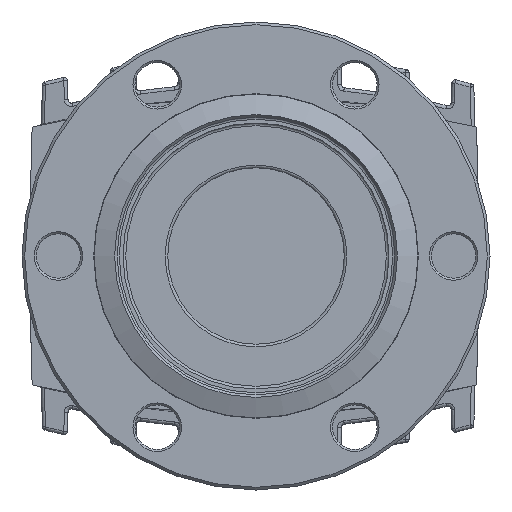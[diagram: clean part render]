
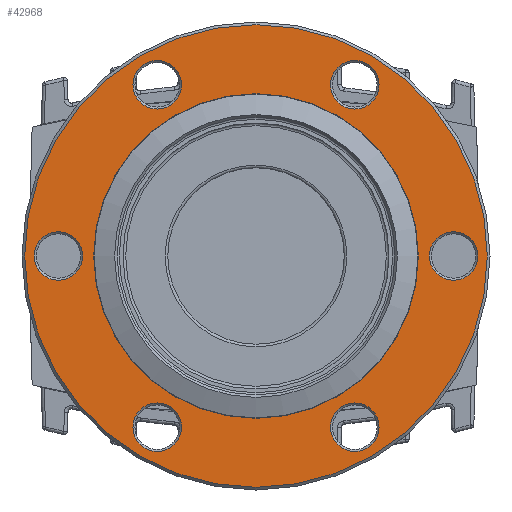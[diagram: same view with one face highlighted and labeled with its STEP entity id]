
A CAD part, front view. The second image highlights one B-rep face of the part: STEP entity #42968.
In plain terms, the highlighted planar face has unit normal (0, -1, 0).
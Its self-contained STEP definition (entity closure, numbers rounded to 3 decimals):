
#1423=FACE_BOUND('',#7518,.T.);
#1424=FACE_BOUND('',#7519,.T.);
#1425=FACE_BOUND('',#7520,.T.);
#1426=FACE_BOUND('',#7521,.T.);
#1427=FACE_BOUND('',#7522,.T.);
#1428=FACE_BOUND('',#7523,.T.);
#1429=FACE_BOUND('',#7524,.T.);
#2928=CIRCLE('',#46157,24.1);
#2945=CIRCLE('',#46183,3.6);
#2947=CIRCLE('',#46187,3.6);
#2949=CIRCLE('',#46191,3.6);
#2951=CIRCLE('',#46195,3.6);
#2953=CIRCLE('',#46199,3.6);
#2955=CIRCLE('',#46203,3.6);
#2958=CIRCLE('',#46208,34.35);
#5177=FACE_OUTER_BOUND('',#7517,.T.);
#7517=EDGE_LOOP('',(#36472));
#7518=EDGE_LOOP('',(#36473));
#7519=EDGE_LOOP('',(#36474));
#7520=EDGE_LOOP('',(#36475));
#7521=EDGE_LOOP('',(#36476));
#7522=EDGE_LOOP('',(#36477));
#7523=EDGE_LOOP('',(#36478));
#7524=EDGE_LOOP('',(#36479));
#19213=VERTEX_POINT('',#82964);
#19230=VERTEX_POINT('',#83016);
#19232=VERTEX_POINT('',#83024);
#19234=VERTEX_POINT('',#83032);
#19236=VERTEX_POINT('',#83040);
#19238=VERTEX_POINT('',#83048);
#19240=VERTEX_POINT('',#83056);
#19243=VERTEX_POINT('',#83066);
#24990=EDGE_CURVE('',#19213,#19213,#2928,.T.);
#25017=EDGE_CURVE('',#19230,#19230,#2945,.T.);
#25021=EDGE_CURVE('',#19232,#19232,#2947,.T.);
#25025=EDGE_CURVE('',#19234,#19234,#2949,.T.);
#25029=EDGE_CURVE('',#19236,#19236,#2951,.T.);
#25033=EDGE_CURVE('',#19238,#19238,#2953,.T.);
#25037=EDGE_CURVE('',#19240,#19240,#2955,.T.);
#25042=EDGE_CURVE('',#19243,#19243,#2958,.T.);
#36472=ORIENTED_EDGE('',*,*,#25042,.F.);
#36473=ORIENTED_EDGE('',*,*,#25037,.F.);
#36474=ORIENTED_EDGE('',*,*,#25029,.F.);
#36475=ORIENTED_EDGE('',*,*,#25021,.F.);
#36476=ORIENTED_EDGE('',*,*,#24990,.T.);
#36477=ORIENTED_EDGE('',*,*,#25017,.F.);
#36478=ORIENTED_EDGE('',*,*,#25025,.F.);
#36479=ORIENTED_EDGE('',*,*,#25033,.F.);
#38654=PLANE('',#46215);
#42968=ADVANCED_FACE('',(#5177,#1423,#1424,#1425,#1426,#1427,#1428,#1429),
#38654,.T.);
#46157=AXIS2_PLACEMENT_3D('',#82965,#56085,#56086);
#46183=AXIS2_PLACEMENT_3D('',#83018,#56147,#56148);
#46187=AXIS2_PLACEMENT_3D('',#83026,#56157,#56158);
#46191=AXIS2_PLACEMENT_3D('',#83034,#56167,#56168);
#46195=AXIS2_PLACEMENT_3D('',#83042,#56177,#56178);
#46199=AXIS2_PLACEMENT_3D('',#83050,#56187,#56188);
#46203=AXIS2_PLACEMENT_3D('',#83058,#56197,#56198);
#46208=AXIS2_PLACEMENT_3D('',#83068,#56209,#56210);
#46215=AXIS2_PLACEMENT_3D('',#83080,#56225,#56226);
#56085=DIRECTION('center_axis',(0.,1.,0.));
#56086=DIRECTION('ref_axis',(-1.,0.,0.));
#56147=DIRECTION('center_axis',(0.,-1.,0.));
#56148=DIRECTION('ref_axis',(-1.,0.,0.));
#56157=DIRECTION('center_axis',(0.,-1.,0.));
#56158=DIRECTION('ref_axis',(-1.,0.,0.));
#56167=DIRECTION('center_axis',(0.,-1.,0.));
#56168=DIRECTION('ref_axis',(-1.,0.,0.));
#56177=DIRECTION('center_axis',(0.,-1.,0.));
#56178=DIRECTION('ref_axis',(-1.,0.,0.));
#56187=DIRECTION('center_axis',(0.,-1.,0.));
#56188=DIRECTION('ref_axis',(-1.,0.,0.));
#56197=DIRECTION('center_axis',(0.,-1.,0.));
#56198=DIRECTION('ref_axis',(-1.,0.,0.));
#56209=DIRECTION('center_axis',(0.,1.,0.));
#56210=DIRECTION('ref_axis',(1.,0.,0.));
#56225=DIRECTION('center_axis',(0.,-1.,0.));
#56226=DIRECTION('ref_axis',(0.,0.,
-1.));
#82964=CARTESIAN_POINT('',(224.023,151.,200.));
#82965=CARTESIAN_POINT('Origin',(199.923,151.,200.));
#83016=CARTESIAN_POINT('',(218.198,151.,174.582));
#83018=CARTESIAN_POINT('Origin',(214.598,151.,174.582));
#83024=CARTESIAN_POINT('',(188.848,151.,174.582));
#83026=CARTESIAN_POINT('Origin',(185.248,151.,174.582));
#83032=CARTESIAN_POINT('',(218.198,151.,225.418));
#83034=CARTESIAN_POINT('Origin',(214.598,151.,225.418));
#83040=CARTESIAN_POINT('',(232.873,151.,200.));
#83042=CARTESIAN_POINT('Origin',(229.273,151.,200.));
#83048=CARTESIAN_POINT('',(174.173,151.,200.));
#83050=CARTESIAN_POINT('Origin',(170.573,151.,200.));
#83056=CARTESIAN_POINT('',(188.848,151.,225.418));
#83058=CARTESIAN_POINT('Origin',(185.248,151.,225.418));
#83066=CARTESIAN_POINT('',(165.573,151.,200.));
#83068=CARTESIAN_POINT('Origin',(199.923,151.,200.));
#83080=CARTESIAN_POINT('Origin',(170.498,151.,200.));
